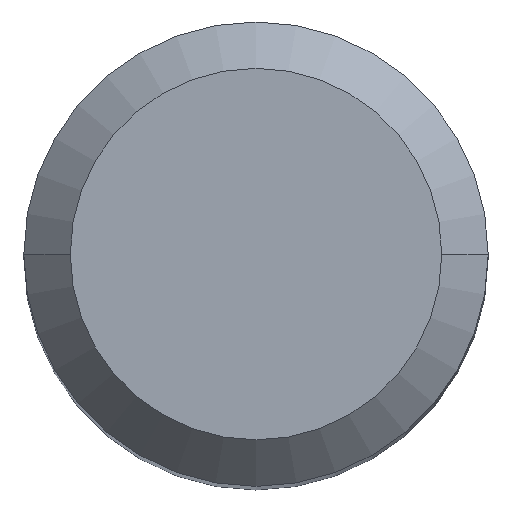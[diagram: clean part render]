
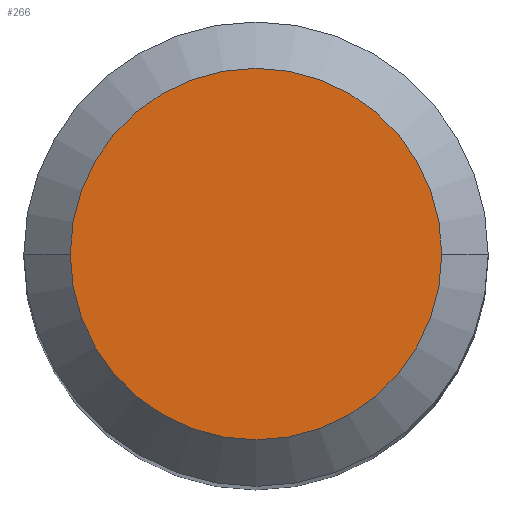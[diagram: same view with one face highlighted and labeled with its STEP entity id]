
A CAD part, top view. The second image highlights one B-rep face of the part: STEP entity #266.
In plain terms, the highlighted planar face has unit normal (0, 0, 1).
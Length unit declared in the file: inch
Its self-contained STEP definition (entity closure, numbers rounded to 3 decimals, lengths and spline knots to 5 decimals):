
#15 = DIRECTION ( 'NONE',  ( 0., 0., 1. ) ) ;
#34 = AXIS2_PLACEMENT_3D ( 'NONE', #59, #346, #285 ) ;
#55 = EDGE_CURVE ( 'NONE', #69, #362, #372, .T. ) ;
#56 = CARTESIAN_POINT ( 'NONE',  ( 0., 0., 0. ) ) ;
#59 = CARTESIAN_POINT ( 'NONE',  ( 0., 0., 0. ) ) ;
#61 = PLANE ( 'NONE',  #34 ) ;
#69 = VERTEX_POINT ( 'NONE', #447 ) ;
#75 = ORIENTED_EDGE ( 'NONE', *, *, #325, .T. ) ;
#151 = DIRECTION ( 'NONE',  ( 0., 0., 1. ) ) ;
#166 = DIRECTION ( 'NONE',  ( 1., 0., 0. ) ) ;
#169 = CIRCLE ( 'NONE', #178, 0.126 ) ;
#178 = AXIS2_PLACEMENT_3D ( 'NONE', #56, #15, #166 ) ;
#181 = CARTESIAN_POINT ( 'NONE',  ( -0.126, 0., 0. ) ) ;
#188 = CARTESIAN_POINT ( 'NONE',  ( 0., 0., 0. ) ) ;
#193 = AXIS2_PLACEMENT_3D ( 'NONE', #188, #151, #224 ) ;
#220 = EDGE_LOOP ( 'NONE', ( #75, #440 ) ) ;
#224 = DIRECTION ( 'NONE',  ( 1., 0., 0. ) ) ;
#266 = ADVANCED_FACE ( 'NONE', ( #401 ), #61, .F. ) ;
#285 = DIRECTION ( 'NONE',  ( -1., 0., 0. ) ) ;
#325 = EDGE_CURVE ( 'NONE', #362, #69, #169, .T. ) ;
#346 = DIRECTION ( 'NONE',  ( 0., 0., -1. ) ) ;
#362 = VERTEX_POINT ( 'NONE', #181 ) ;
#372 = CIRCLE ( 'NONE', #193, 0.126 ) ;
#401 = FACE_OUTER_BOUND ( 'NONE', #220, .T. ) ;
#440 = ORIENTED_EDGE ( 'NONE', *, *, #55, .T. ) ;
#447 = CARTESIAN_POINT ( 'NONE',  ( 0.126, 0., 0. ) ) ;
